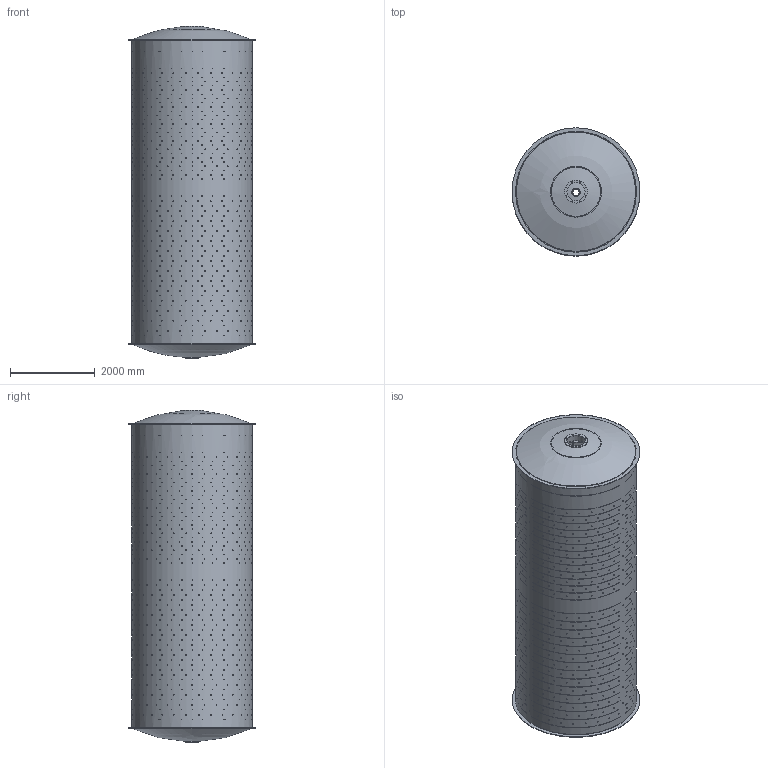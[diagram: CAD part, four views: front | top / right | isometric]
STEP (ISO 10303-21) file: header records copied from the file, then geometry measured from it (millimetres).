
FILE_DESCRIPTION(/* description */ (''),/* implementation_level */ '2;1');
FILE_NAME(/* name */ 'part 1.stp',/* time_stamp */ '2020-12-09T13:51:25+01:00',/* author */ ('Mikes'),/* organization */ (''),/* preprocessor_version */ 'ST-DEVELOPER v18.1',/* originating_system */ 'Autodesk Inventor 2021',/* authorisation */ '');
FILE_SCHEMA (('AUTOMOTIVE_DESIGN { 1 0 10303 214 3 1 1 }'));
Length unit declared in the file: millimetre
Products named in the file (1): 60 sq. EARTH DRUM
Bounding box: 3015 x 3015 x 7824 mm (x, y, z)
Volume: 1098866005 mm3; surface area: 191895244.8 mm2
Topology: 1 solids, 3 shells, 984 faces, 2903 edges, 1978 vertices
Faces by surface type: cylinder 891, plane 72, cone 11, sphere 6, bspline 4
Full cylindrical faces by diameter (mm): 13.835 x8, 20 x810, 150 x1, 200 x1, 250 x1, 320 x2, 430.4 x1, 465 x2, 540 x1, 2710 x30, 2826 x31, 2850 x1, 3015 x2
Entity records: 86188 total; most frequent: CARTESIAN_POINT 59422, ORIENTED_EDGE 5790, DIRECTION 3597, EDGE_CURVE 2895, EDGE_LOOP 2671, VERTEX_POINT 1978, FACE_BOUND 1687, B_SPLINE_CURVE_WITH_KNOTS 1620
